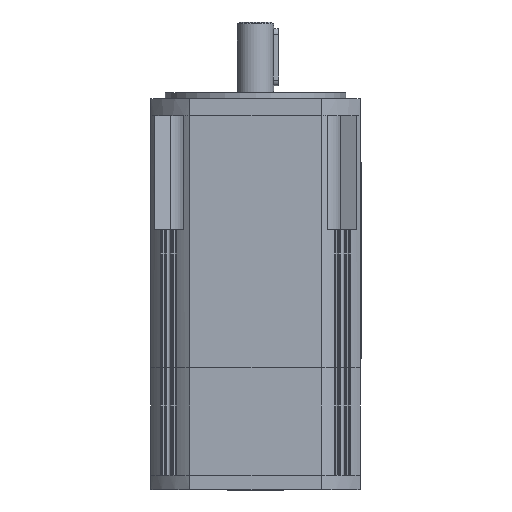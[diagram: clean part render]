
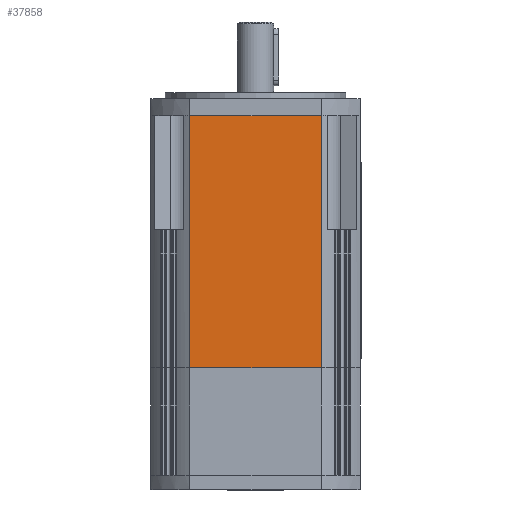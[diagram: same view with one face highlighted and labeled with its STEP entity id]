
A CAD part, front view. The second image highlights one B-rep face of the part: STEP entity #37858.
In plain terms, the highlighted face is planar.
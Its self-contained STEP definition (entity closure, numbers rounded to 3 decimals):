
#31672=CARTESIAN_POINT('',(-34.641,-55.0,0.0));
#31673=VERTEX_POINT('',#31672);
#32644=CARTESIAN_POINT('',(34.641,-55.0,0.0));
#32645=VERTEX_POINT('',#32644);
#33469=CARTESIAN_POINT('',(34.641,-55.0,0.0));
#33470=DIRECTION('',(-1.0,0.0,0.0));
#33471=VECTOR('',#33470,69.282);
#33472=LINE('',#33469,#33471);
#33473=EDGE_CURVE('',#32645,#31673,#33472,.T.);
#34863=CARTESIAN_POINT('',(34.641,-55.0,132.5));
#34864=VERTEX_POINT('',#34863);
#34896=CARTESIAN_POINT('',(-34.641,-55.0,132.5));
#34897=VERTEX_POINT('',#34896);
#34904=CARTESIAN_POINT('',(34.641,-55.0,132.5));
#34905=DIRECTION('',(-1.0,0.0,0.0));
#34906=VECTOR('',#34905,69.282);
#34907=LINE('',#34904,#34906);
#34908=EDGE_CURVE('',#34864,#34897,#34907,.T.);
#36900=CARTESIAN_POINT('',(34.641,-55.0,0.0));
#36901=DIRECTION('',(0.0,0.0,1.0));
#36902=VECTOR('',#36901,132.5);
#36903=LINE('',#36900,#36902);
#36904=EDGE_CURVE('',#32645,#34864,#36903,.T.);
#37329=CARTESIAN_POINT('',(-34.641,-55.0,0.0));
#37330=DIRECTION('',(0.0,0.0,1.0));
#37331=VECTOR('',#37330,132.5);
#37332=LINE('',#37329,#37331);
#37333=EDGE_CURVE('',#31673,#34897,#37332,.T.);
#37847=CARTESIAN_POINT('',(34.641,-55.0,0.0));
#37848=DIRECTION('',(0.0,-1.0,0.0));
#37849=DIRECTION('',(0.0,0.0,-1.0));
#37850=AXIS2_PLACEMENT_3D('',#37847,#37848,#37849);
#37851=PLANE('',#37850);
#37852=ORIENTED_EDGE('',*,*,#34908,.T.);
#37853=ORIENTED_EDGE('',*,*,#37333,.F.);
#37854=ORIENTED_EDGE('',*,*,#33473,.F.);
#37855=ORIENTED_EDGE('',*,*,#36904,.T.);
#37856=EDGE_LOOP('',(#37852,#37853,#37854,#37855));
#37857=FACE_OUTER_BOUND('',#37856,.T.);
#37858=ADVANCED_FACE('',(#37857),#37851,.T.);
